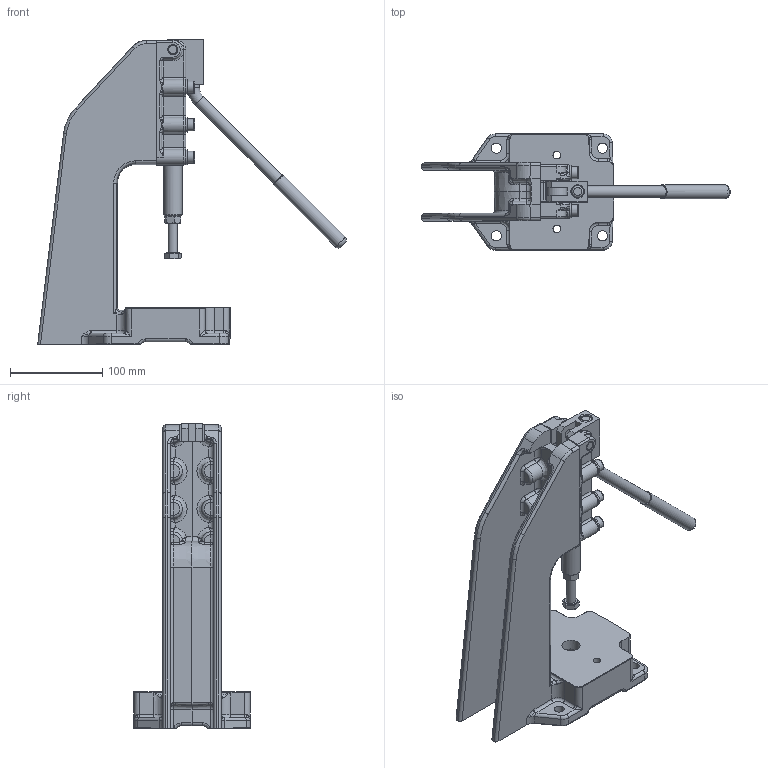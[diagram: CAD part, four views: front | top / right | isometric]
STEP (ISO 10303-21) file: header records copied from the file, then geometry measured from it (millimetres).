
FILE_DESCRIPTION(/* description */ (''),/* implementation_level */ '2;1');
FILE_NAME(/* name */ 'PR85.stp',/* time_stamp */ '2022-07-04T12:01:08+01:00',/* author */ ('Sandfield Engineering'),/* organization */ ('Sandfield Engineering'),/* preprocessor_version */ 'ST-DEVELOPER v18.1',/* originating_system */ 'Autodesk Inventor 2021',/* authorisation */ '');
FILE_SCHEMA (('AUTOMOTIVE_DESIGN { 1 0 10303 214 3 1 1 }'));
Products named in the file (9): PR85; PR85_1; PR85_1_1; PR85_2; PR85_3; PR85_4; PR85_5; PR85_6; PR85_7
Assembly tree (8 placements, depth 2):
  PR85
    PR85_1
    PR85_1_1
    PR85_2
    PR85_3
    PR85_4
    PR85_5
    PR85_6
    PR85_7
Bounding box: 334.72 x 126 x 330.5 mm (x, y, z)
Volume: 1096251.5 mm3; surface area: 289417.9 mm2
Topology: 9 solids, 10 shells, 1044 faces, 2685 edges, 1639 vertices
Faces by surface type: cylinder 374, plane 278, bspline 165, torus 121, cone 70, sphere 36
Full cylindrical faces by diameter (mm): 6 x4, 6.647 x8, 8 x15, 8.376 x20, 8.4 x6, 8.5 x6, 10 x23, 11 x4, 12.7 x3, 12.8 x1, 13 x6, 14.63 x1, 15 x1, 16 x6, 20 x3
Entity records: 56909 total; most frequent: CARTESIAN_POINT 31060, ORIENTED_EDGE 5224, DIRECTION 5141, EDGE_CURVE 2612, AXIS2_PLACEMENT_3D 2142, VERTEX_POINT 1639, EDGE_LOOP 1131, CIRCLE 1072
